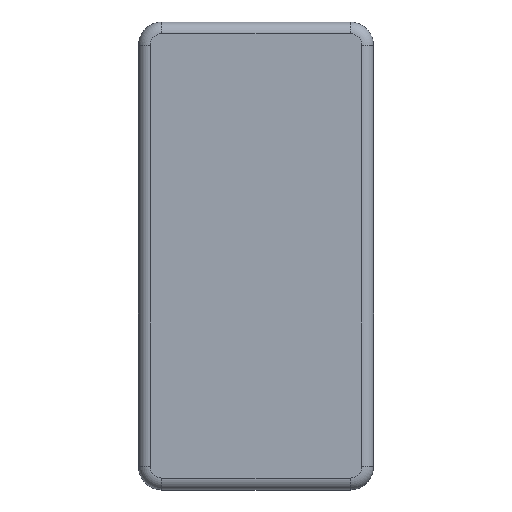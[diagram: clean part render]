
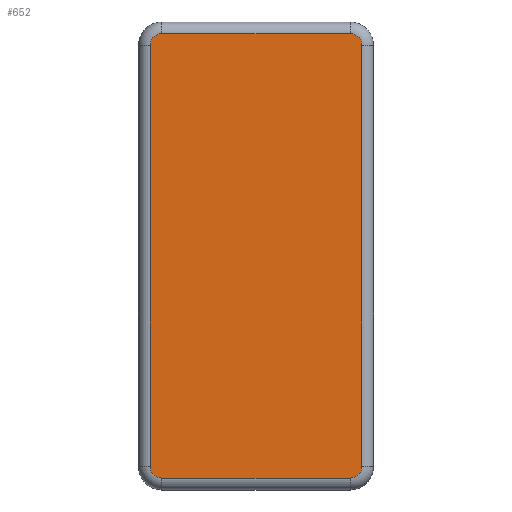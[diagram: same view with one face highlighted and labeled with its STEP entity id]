
A CAD part, top view. The second image highlights one B-rep face of the part: STEP entity #652.
In plain terms, the highlighted planar face has unit normal (0, 0, 1).
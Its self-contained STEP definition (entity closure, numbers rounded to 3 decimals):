
#56=DIRECTION('',(1.,0.,0.));
#86=VECTOR('',#87,1.);
#87=DIRECTION('',(0.,-1.,0.));
#102=VECTOR('',#103,1.);
#103=DIRECTION('',(-1.,0.,0.));
#117=VECTOR('',#118,1.);
#118=DIRECTION('',(0.,1.,0.));
#132=VECTOR('',#56,1.);
#189=DIRECTION('',(0.,0.,-1.));
#190=DIRECTION('',(-1.,0.,0.));
#226=DIRECTION('',(0.,0.,-1.));
#227=DIRECTION('',(0.,1.,0.));
#245=DIRECTION('',(1.,0.,0.));
#291=DIRECTION('',(-1.,0.,0.));
#307=DIRECTION('',(0.,-1.,0.));
#423=VERTEX_POINT('',#424);
#424=CARTESIAN_POINT('',(8.093,1.255,6.9));
#430=ORIENTED_EDGE('',*,*,#431,.T.);
#431=EDGE_CURVE('',#423,#432,#434,.T.);
#432=VERTEX_POINT('',#433);
#433=CARTESIAN_POINT('',(8.093,-16.295,6.9));
#434=LINE('',#424,#86);
#448=VERTEX_POINT('',#449);
#449=CARTESIAN_POINT('',(7.605,1.743,6.9));
#454=EDGE_CURVE('',#448,#423,#455,.T.);
#455=CIRCLE('',#456,0.488);
#456=AXIS2_PLACEMENT_3D('',#457,#226,#227);
#457=CARTESIAN_POINT('',(7.605,1.255,6.9));
#466=VERTEX_POINT('',#467);
#467=CARTESIAN_POINT('',(7.605,-16.783,6.9));
#473=EDGE_CURVE('',#432,#466,#474,.T.);
#474=CIRCLE('',#475,0.488);
#475=AXIS2_PLACEMENT_3D('',#476,#189,#245);
#476=CARTESIAN_POINT('',(7.605,-16.295,6.9));
#484=VERTEX_POINT('',#485);
#485=CARTESIAN_POINT('',(-0.245,1.743,6.9));
#489=ORIENTED_EDGE('',*,*,#490,.T.);
#490=EDGE_CURVE('',#484,#448,#491,.T.);
#491=LINE('',#485,#132);
#497=ORIENTED_EDGE('',*,*,#498,.T.);
#498=EDGE_CURVE('',#466,#499,#501,.T.);
#499=VERTEX_POINT('',#500);
#500=CARTESIAN_POINT('',(-0.245,-16.783,6.9));
#501=LINE('',#467,#102);
#515=VERTEX_POINT('',#516);
#516=CARTESIAN_POINT('',(-0.733,1.255,6.9));
#523=EDGE_CURVE('',#515,#484,#524,.T.);
#524=CIRCLE('',#525,0.488);
#525=AXIS2_PLACEMENT_3D('',#526,#226,#291);
#526=CARTESIAN_POINT('',(-0.245,1.255,6.9));
#535=VERTEX_POINT('',#536);
#536=CARTESIAN_POINT('',(-0.733,-16.295,6.9));
#543=EDGE_CURVE('',#499,#535,#544,.T.);
#544=CIRCLE('',#545,0.488);
#545=AXIS2_PLACEMENT_3D('',#546,#226,#307);
#546=CARTESIAN_POINT('',(-0.245,-16.295,6.9));
#552=ORIENTED_EDGE('',*,*,#553,.T.);
#553=EDGE_CURVE('',#535,#515,#554,.T.);
#554=LINE('',#536,#117);
#652=ADVANCED_FACE('',(#653),#659,.F.);
#653=FACE_BOUND('',#654,.F.);
#654=EDGE_LOOP('',(#489,#655,#430,#656,#497,#657,#552,#658));
#655=ORIENTED_EDGE('',*,*,#454,.T.);
#656=ORIENTED_EDGE('',*,*,#473,.T.);
#657=ORIENTED_EDGE('',*,*,#543,.T.);
#658=ORIENTED_EDGE('',*,*,#523,.T.);
#659=PLANE('',#660);
#660=AXIS2_PLACEMENT_3D('',#661,#189,#190);
#661=CARTESIAN_POINT('',(3.68,-7.52,6.9));
